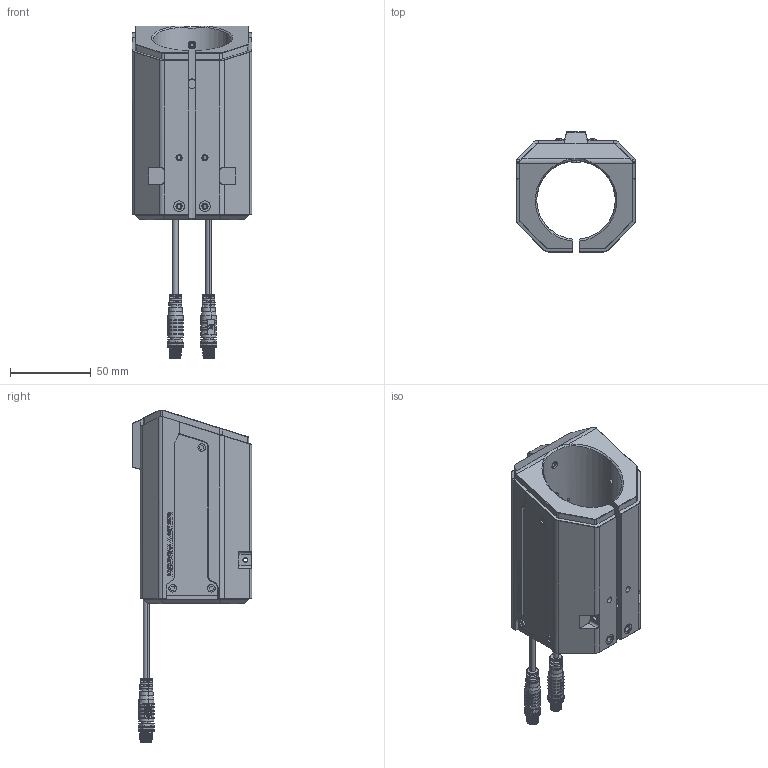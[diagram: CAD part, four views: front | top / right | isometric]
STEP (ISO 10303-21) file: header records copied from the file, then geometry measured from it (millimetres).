
FILE_DESCRIPTION (( 'STEP AP203' ), '1' );
FILE_NAME ('42mm軞蚾.STEP', '2018-02-08T04:13:28', ( 'dji-n505' ), ( '' ), 'SwSTEP 2.0', 'SolidWorks 2016', '' );
FILE_SCHEMA (( 'CONFIG_CONTROL_DESIGN' ));
Products named in the file (1): 42mm軞蚾
Bounding box: 74 x 74 x 205.22 mm (x, y, z)
Volume: 53884.2 mm3; surface area: 102761.7 mm2
Topology: 33 solids, 34 shells, 3236 faces, 8669 edges, 5687 vertices
Faces by surface type: plane 1434, cylinder 1331, bspline 335, cone 88, torus 32, sphere 16
Entity records: 124685 total; most frequent: CARTESIAN_POINT 46142, ORIENTED_EDGE 17274, DIRECTION 14935, EDGE_CURVE 8637, VERTEX_POINT 5671, AXIS2_PLACEMENT_3D 5013, LINE 4909, VECTOR 4909
